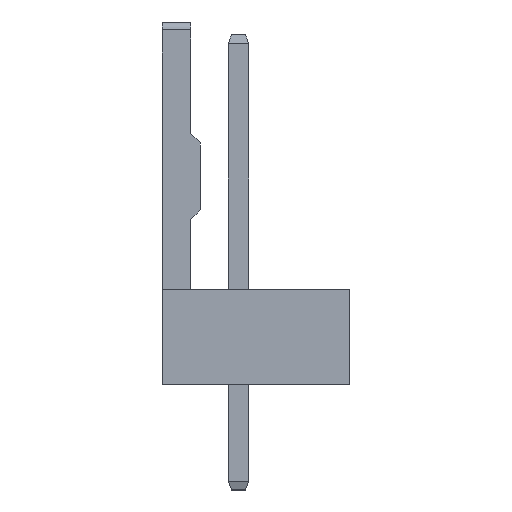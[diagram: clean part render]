
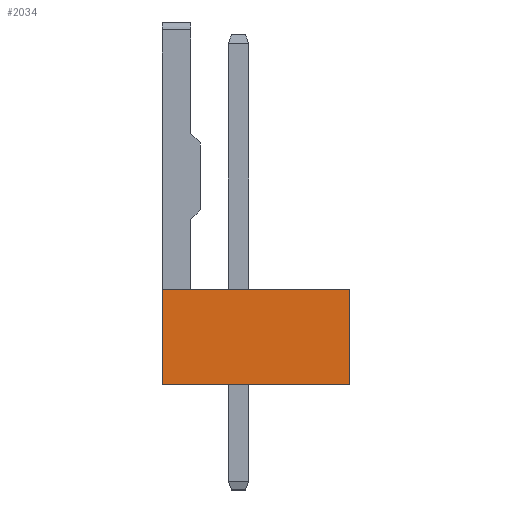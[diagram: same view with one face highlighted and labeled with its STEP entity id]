
A CAD part, left-side view. The second image highlights one B-rep face of the part: STEP entity #2034.
In plain terms, the highlighted planar face has unit normal (-1, 0, 0).
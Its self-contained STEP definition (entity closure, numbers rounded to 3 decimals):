
#157=FACE_OUTER_BOUND('',#267,.T.);
#267=EDGE_LOOP('',(#1528,#1529,#1530,#1531));
#436=LINE('',#3105,#690);
#442=LINE('',#3119,#696);
#448=LINE('',#3129,#702);
#461=LINE('',#3156,#715);
#690=VECTOR('',#2557,1000.);
#696=VECTOR('',#2569,1000.);
#702=VECTOR('',#2577,1000.);
#715=VECTOR('',#2602,1000.);
#908=VERTEX_POINT('',#3102);
#909=VERTEX_POINT('',#3104);
#913=VERTEX_POINT('',#3116);
#914=VERTEX_POINT('',#3118);
#1111=EDGE_CURVE('',#908,#909,#436,.T.);
#1118=EDGE_CURVE('',#914,#913,#442,.T.);
#1124=EDGE_CURVE('',#913,#909,#448,.T.);
#1137=EDGE_CURVE('',#908,#914,#461,.T.);
#1528=ORIENTED_EDGE('',*,*,#1124,.T.);
#1529=ORIENTED_EDGE('',*,*,#1111,.F.);
#1530=ORIENTED_EDGE('',*,*,#1137,.T.);
#1531=ORIENTED_EDGE('',*,*,#1118,.T.);
#1819=PLANE('',#2271);
#2034=ADVANCED_FACE('',(#157),#1819,.T.);
#2271=AXIS2_PLACEMENT_3D('',#3157,#2603,#2604);
#2557=DIRECTION('',(0.,0.,1.));
#2569=DIRECTION('',(0.,0.,1.));
#2577=DIRECTION('',(0.,1.,0.));
#2602=DIRECTION('',(0.,-1.,0.));
#2603=DIRECTION('center_axis',(-1.,0.,0.));
#2604=DIRECTION('ref_axis',(0.,0.,1.));
#3102=CARTESIAN_POINT('',(-1.27,2.4,0.));
#3104=CARTESIAN_POINT('',(-1.27,2.4,3.));
#3105=CARTESIAN_POINT('',(-1.27,2.4,0.));
#3116=CARTESIAN_POINT('',(-1.27,-3.5,3.));
#3118=CARTESIAN_POINT('',(-1.27,-3.5,0.));
#3119=CARTESIAN_POINT('',(-1.27,-3.5,0.));
#3129=CARTESIAN_POINT('',(-1.27,2.4,3.));
#3156=CARTESIAN_POINT('',(-1.27,2.4,0.));
#3157=CARTESIAN_POINT('Origin',(-1.27,2.4,0.));
